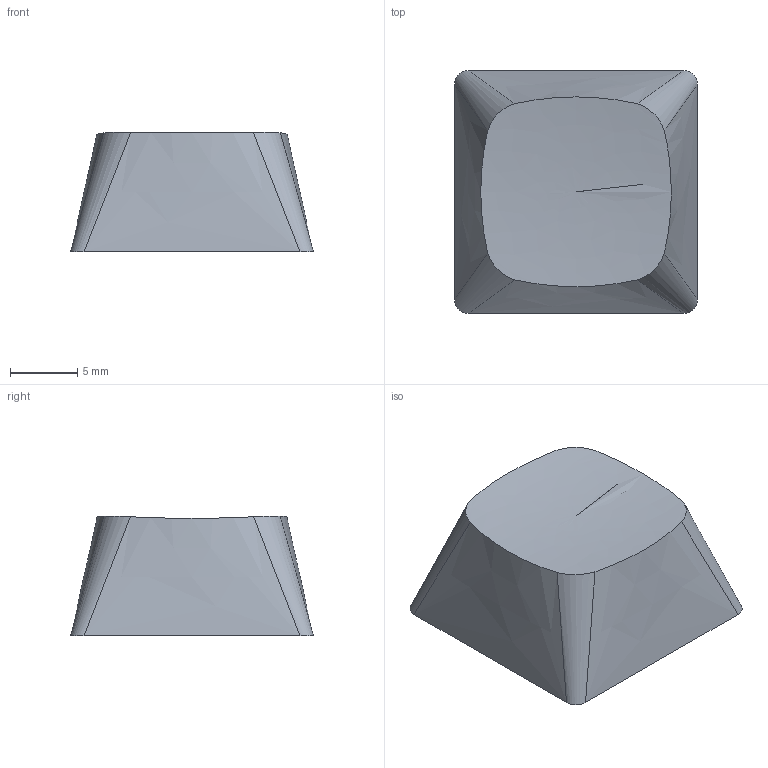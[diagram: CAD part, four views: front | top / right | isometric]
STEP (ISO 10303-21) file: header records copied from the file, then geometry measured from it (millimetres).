
FILE_DESCRIPTION(('HOOPS Exchange Step'),'2;1');
FILE_NAME('temp_export','2024-04-28T20:44:48+02:00',('mobile'),('Shapr3D Limited'),'HOOPS Exchange 2023.2','Shapr3D','Authorized');
FILE_SCHEMA( ('AUTOMOTIVE_DESIGN { 1 0 10303 214 1 1 1 1 }') );
Length unit declared in the file: millimetre
Products named in the file (1): root
Bounding box: 18 x 18 x 8.89 mm (x, y, z)
Volume: 994.4 mm3; surface area: 1531.8 mm2
Topology: 1 solids, 1 shells, 51 faces, 130 edges, 83 vertices
Faces by surface type: plane 28, bspline 21, cylinder 1, cone 1
Full cylindrical faces by diameter (mm): 6 x1
Entity records: 3449 total; most frequent: CARTESIAN_POINT 2346, ORIENTED_EDGE 258, DIRECTION 154, EDGE_CURVE 129, VERTEX_POINT 83, VECTOR 74, LINE 74, EDGE_LOOP 54
